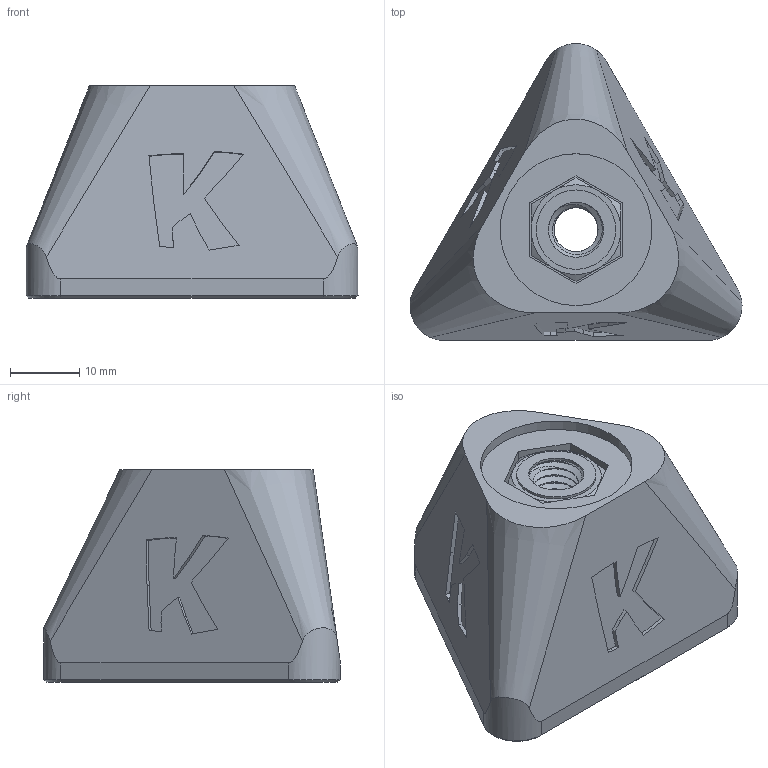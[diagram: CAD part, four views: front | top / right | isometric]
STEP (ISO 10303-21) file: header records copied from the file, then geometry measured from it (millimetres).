
FILE_DESCRIPTION(/* description */ (''),/* implementation_level */ '2;1');
FILE_NAME(/* name */ 'PIED_REGLAGE_PLATEAU v4.step',/* time_stamp */ '2020-11-18T16:09:51+01:00',/* author */ (''),/* organization */ (''),/* preprocessor_version */ 'ST-DEVELOPER v18.1',/* originating_system */ 'Autodesk Translation Framework v9.3.0.1241',/* authorisation */ '');
FILE_SCHEMA (('AUTOMOTIVE_DESIGN { 1 0 10303 214 3 1 1 }'));
Length unit declared in the file: millimetre
Products named in the file (2): PIED_REGLAGE_PLATEAU; 90592A022
Assembly tree (1 placements, depth 2):
  PIED_REGLAGE_PLATEAU
    90592A022
Bounding box: 48.11 x 43 x 30.8 mm (x, y, z)
Volume: 27217.2 mm3; surface area: 8159.2 mm2
Topology: 2 solids, 2 shells, 168 faces, 429 edges, 277 vertices
Faces by surface type: bspline 81, plane 40, cone 29, cylinder 18
Full cylindrical faces by diameter (mm): 2.5 x3, 8 x5, 8.3 x1, 10 x3, 11.506 x1, 22 x1
Entity records: 7066 total; most frequent: CARTESIAN_POINT 3556, ORIENTED_EDGE 858, DIRECTION 462, EDGE_CURVE 429, VERTEX_POINT 277, EDGE_LOOP 184, B_SPLINE_CURVE_WITH_KNOTS 181, FACE_OUTER_BOUND 168
